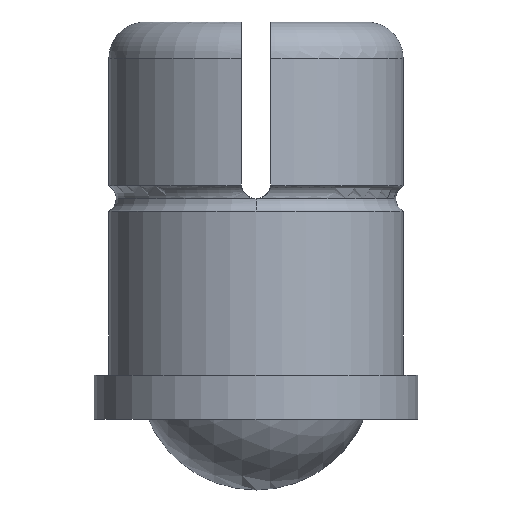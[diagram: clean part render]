
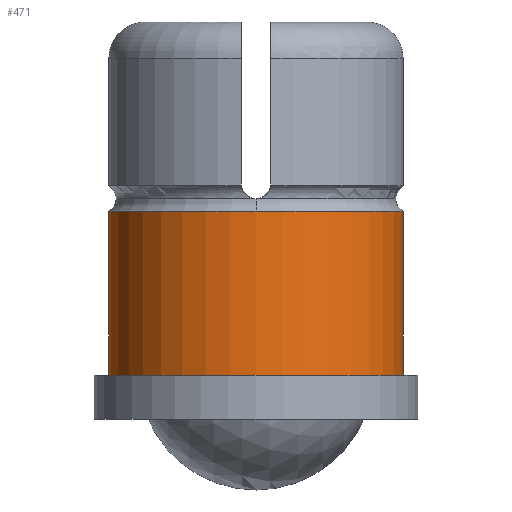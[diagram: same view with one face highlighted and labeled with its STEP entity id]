
A CAD part, front view. The second image highlights one B-rep face of the part: STEP entity #471.
In plain terms, the highlighted cylindrical face has radius 5 mm (diameter 10 mm), a partial arc.
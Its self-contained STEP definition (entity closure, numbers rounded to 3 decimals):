
#209=VERTEX_POINT('',#563);
#249=VERTEX_POINT('',#607);
#283=VERTEX_POINT('',#646);
#299=VERTEX_POINT('',#663);
#337=EDGE_CURVE('',#249,#371,#705,.T.);
#351=EDGE_CURVE('',#371,#299,#720,.T.);
#371=VERTEX_POINT('',#741);
#447=EDGE_CURVE('',#249,#283,#826,.T.);
#449=EDGE_CURVE('',#209,#299,#828,.T.);
#455=EDGE_CURVE('',#283,#209,#835,.T.);
#471=ADVANCED_FACE('',(#851),#852,.T.);
#563=CARTESIAN_POINT('',(-5.0,0.,3.9));
#607=CARTESIAN_POINT('',(5.0,0.,9.467));
#646=CARTESIAN_POINT('',(5.0,0.,3.9));
#663=CARTESIAN_POINT('',(-5.0,0.,9.467));
#705=CIRCLE('',#1387,5.0);
#720=CIRCLE('',#1450,5.0);
#741=CARTESIAN_POINT('',(0.,-5.0,9.467));
#826=LINE('',#1730,#1731);
#828=LINE('',#1734,#1735);
#835=CIRCLE('',#1744,5.0);
#851=FACE_OUTER_BOUND('',#1808,.T.);
#852=CYLINDRICAL_SURFACE('',#1809,5.0);
#1387=AXIS2_PLACEMENT_3D('',#2151,#2152,#2153);
#1450=AXIS2_PLACEMENT_3D('',#2165,#2166,#2167);
#1730=CARTESIAN_POINT('',(5.0,0.,9.28));
#1731=VECTOR('',#2284,1.0);
#1734=CARTESIAN_POINT('',(-5.0,0.,9.28));
#1735=VECTOR('',#2285,1.0);
#1744=AXIS2_PLACEMENT_3D('',#2298,#2299,#2300);
#1808=EDGE_LOOP('',(#2309,#2310,#2311,#2312,#2313));
#1809=AXIS2_PLACEMENT_3D('',#2314,#2315,#2316);
#2151=CARTESIAN_POINT('',(0.,0.0,9.467));
#2152=DIRECTION('',(0.,0.0,-1.0));
#2153=DIRECTION('',(1.0,0.,0.));
#2165=CARTESIAN_POINT('',(0.,0.0,9.467));
#2166=DIRECTION('',(0.,0.0,-1.0));
#2167=DIRECTION('',(1.0,0.,0.));
#2284=DIRECTION('',(0.,0.0,-1.0));
#2285=DIRECTION('',(0.,-0.0,1.0));
#2298=CARTESIAN_POINT('',(0.,0.0,3.9));
#2299=DIRECTION('',(0.,0.0,-1.0));
#2300=DIRECTION('',(1.0,0.,0.));
#2309=ORIENTED_EDGE('',*,*,#447,.F.);
#2310=ORIENTED_EDGE('',*,*,#337,.T.);
#2311=ORIENTED_EDGE('',*,*,#351,.T.);
#2312=ORIENTED_EDGE('',*,*,#449,.F.);
#2313=ORIENTED_EDGE('',*,*,#455,.F.);
#2314=CARTESIAN_POINT('',(0.,0.0,9.28));
#2315=DIRECTION('',(0.,-0.0,1.0));
#2316=DIRECTION('',(1.0,0.,0.));
